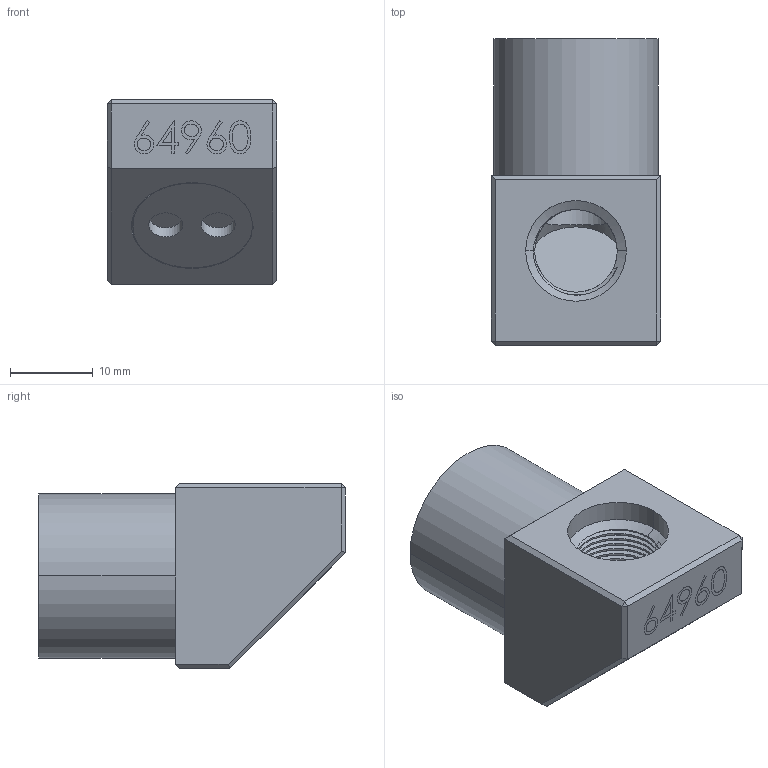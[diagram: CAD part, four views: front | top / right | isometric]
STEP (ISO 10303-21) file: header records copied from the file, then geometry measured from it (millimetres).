
FILE_DESCRIPTION (( 'STEP AP214' ), '1' );
FILE_NAME ('64960.STEP', '2020-12-03T15:30:33', ( '' ), ( '' ), 'SwSTEP 2.0', 'SolidWorks 2021', '' );
FILE_SCHEMA (( 'AUTOMOTIVE_DESIGN' ));
Length unit declared in the file: inch
Products named in the file (1): 64960
Bounding box: 20.57 x 37.13 x 22.35 mm (x, y, z)
Volume: 10046.8 mm3; surface area: 5516.7 mm2
Topology: 1 solids, 7 shells, 206 faces, 581 edges, 433 vertices
Faces by surface type: plane 86, cylinder 85, bspline 22, cone 13
Entity records: 17796 total; most frequent: CARTESIAN_POINT 10072, ORIENTED_EDGE 1158, DIRECTION 867, EDGE_CURVE 579, VERTEX_POINT 433, AXIS2_PLACEMENT_3D 322, EDGE_LOOP 254, LINE 223
